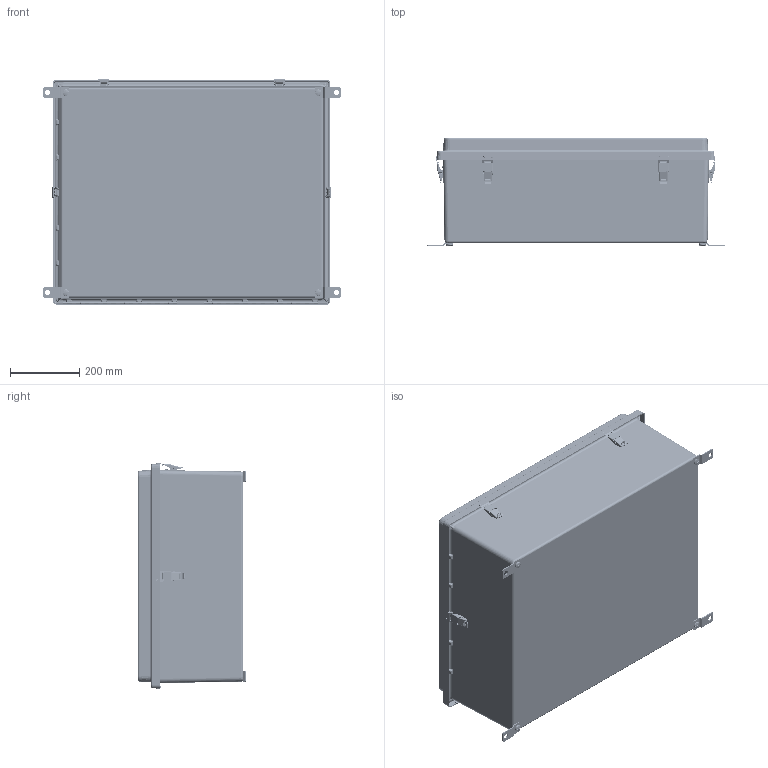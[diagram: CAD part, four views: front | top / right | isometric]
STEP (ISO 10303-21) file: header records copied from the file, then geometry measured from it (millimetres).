
FILE_DESCRIPTION (( 'STEP AP203' ), '1' );
FILE_NAME ('AM30240RL.step', '2014-04-07T13:51:37', ( '' ), ( '' ), 'SwSTEP 2.0', 'SolidWorks 2014', '' );
FILE_SCHEMA (( 'CONFIG_CONTROL_DESIGN' ));
Length unit declared in the file: inch
Products named in the file (22): 60802 top leaf; 621-05 Rivet (f)316; 70-60802; 1056 D-40409; 70-60864316; 70-60512; 1084 D-40390; WLGKEEPER316; 70-632TNUT; 1740001; 70-632DUALNUT; 70-63238316_95345A468; 55-3816341_91792A622; 70-60837-1; 621-02  BASE316; 70-3816709; AM30240RL; 621-04 Rivet (f)316; 13in pin; 621-01 Lever316; 60802 bottom leaf; 621-06 hook316
Assembly tree (83 placements, depth 3):
  AM30240RL
    1056 D-40409
    1084 D-40390
    1740001  x4
    55-3816341_91792A622  x8
    70-3816709  x8
    70-60802  x2
      13in pin
      60802 bottom leaf
      60802 top leaf
    70-60512  x20
    70-632TNUT  x8
    70-63238316_95345A468  x12
    70-60864316  x4
      621-02  BASE316
      621-04 Rivet (f)316
      621-01 Lever316
      621-06 hook316
      621-05 Rivet (f)316
    WLGKEEPER316  x4
    70-632DUALNUT  x2
    70-60837-1
Bounding box: 859.79 x 313.72 x 651.94 mm (x, y, z)
Volume: 7449623.1 mm3; surface area: 4721290.1 mm2
Topology: 107 solids, 107 shells, 6468 faces, 16604 edges, 10443 vertices
Faces by surface type: cylinder 2842, plane 1955, bspline 957, cone 330, torus 296, sphere 88
Entity records: 72101 total; most frequent: CARTESIAN_POINT 27249, ORIENTED_EDGE 9174, DIRECTION 7912, EDGE_CURVE 4587, AXIS2_PLACEMENT_3D 2905, VERTEX_POINT 2845, VECTOR 2102, LINE 2102
